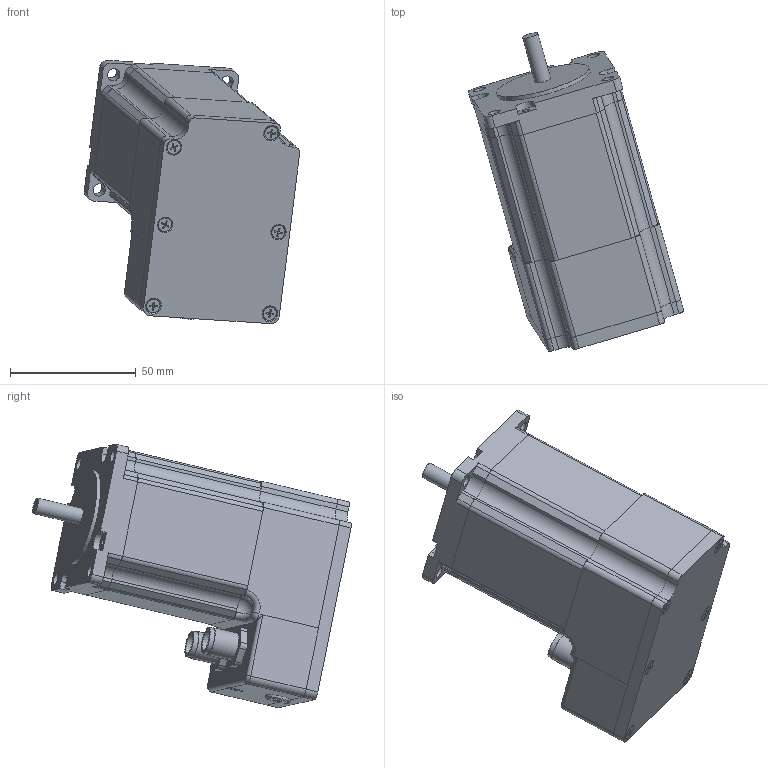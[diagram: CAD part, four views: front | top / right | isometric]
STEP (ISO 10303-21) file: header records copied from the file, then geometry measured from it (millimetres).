
FILE_DESCRIPTION((''),'2;1');
FILE_NAME('PD4-N5918L4202-IP.stp','2010-07-20T10:30:30',('wei_j'),(''),'Autodesk Inventor 2010','Autodesk Inventor 2010','');
FILE_SCHEMA(('AUTOMOTIVE_DESIGN { 1 0 10303 214 1 1 1 1 }'));
Length unit declared in the file: millimetre
Products named in the file (1): PD4-N5918L4202-IP
Bounding box: 85.71 x 126.67 x 104.76 mm (x, y, z)
Volume: 249013.2 mm3; surface area: 60876.1 mm2
Topology: 8 solids, 8 shells, 980 faces, 2455 edges, 1567 vertices
Faces by surface type: plane 492, cylinder 263, cone 132, bspline 57, torus 34, sphere 2
Full cylindrical faces by diameter (mm): 0.5 x20, 1 x24, 1.3 x2, 2 x5, 2.1 x2, 2.5 x6, 2.693 x7, 3 x11, 5 x2, 5.5 x7, 6.35 x1, 7 x1, 8 x1, 8.2 x2, 9.8 x1, 10 x2, 10.4 x2, 11 x2, 16.5 x1, 22 x1, 34.9 x1, 38.1 x1
Entity records: 30085 total; most frequent: CARTESIAN_POINT 7119, DIRECTION 4638, ORIENTED_EDGE 4368, EDGE_CURVE 2184, AXIS2_PLACEMENT_3D 1696, VERTEX_POINT 1510, EDGE_LOOP 1304, VECTOR 1246
